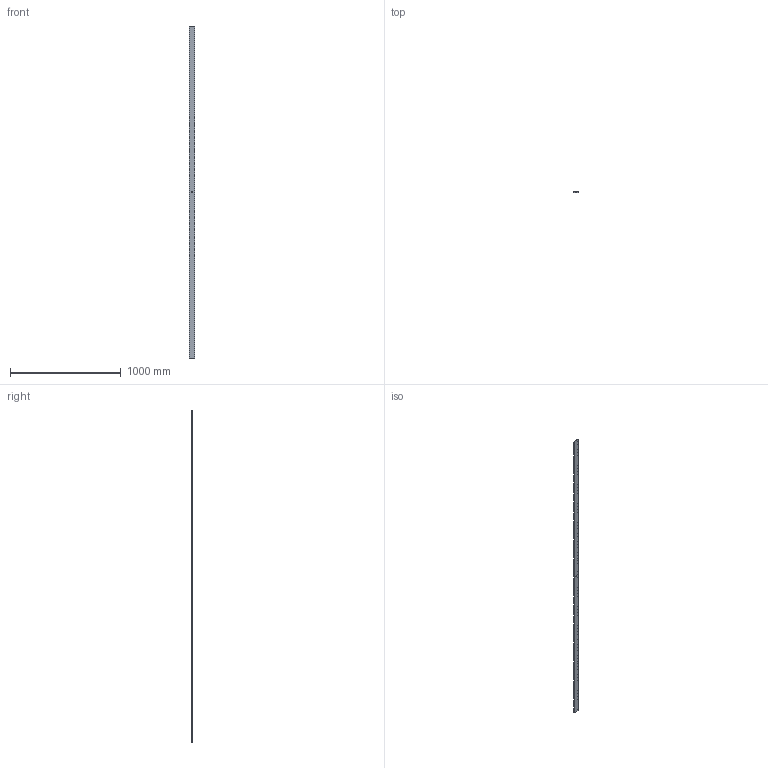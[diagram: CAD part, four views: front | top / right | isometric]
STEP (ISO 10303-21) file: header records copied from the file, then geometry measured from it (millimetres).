
FILE_DESCRIPTION (( 'STEP AP203' ), '1' );
FILE_NAME ('2006-50-5.step', '2022-04-27T08:06:21', ( '' ), ( '' ), 'SwSTEP 2.0', 'SolidWorks 2018', '' );
FILE_SCHEMA (( 'CONFIG_CONTROL_DESIGN' ));
Length unit declared in the file: millimetre
Products named in the file (1): 2006-50-5
Bounding box: 50 x 5 x 3000 mm (x, y, z)
Volume: 734537.3 mm3; surface area: 327450.3 mm2
Topology: 1 solids, 1 shells, 463 faces, 1707 edges, 871 vertices
Faces by surface type: torus 201, plane 136, bspline 126
Entity records: 21826 total; most frequent: CARTESIAN_POINT 10216, ORIENTED_EDGE 2614, DIRECTION 2135, EDGE_CURVE 1307, VERTEX_POINT 871, AXIS2_PLACEMENT_3D 742, LINE 651, VECTOR 651
